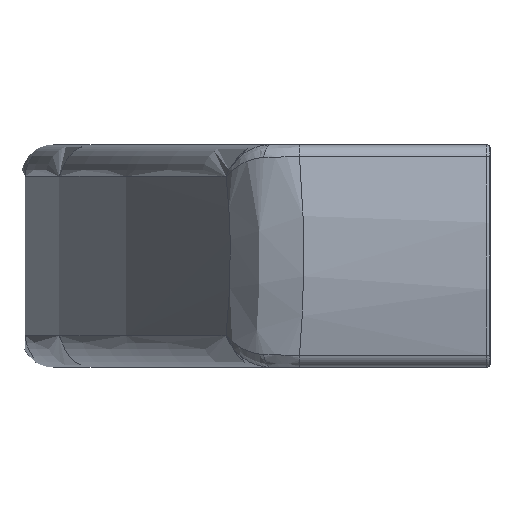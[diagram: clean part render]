
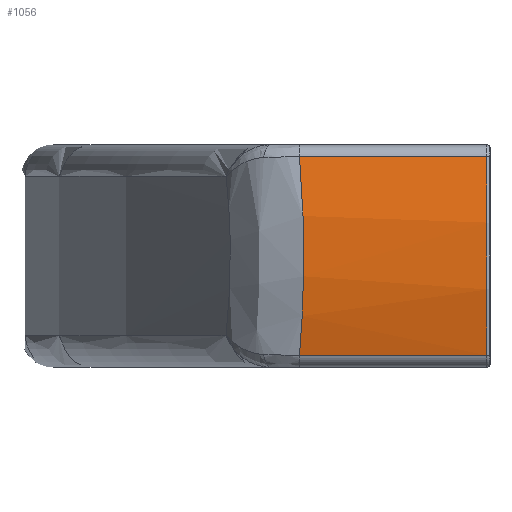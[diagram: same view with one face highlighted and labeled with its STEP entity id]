
A CAD part, left-side view. The second image highlights one B-rep face of the part: STEP entity #1056.
In plain terms, the highlighted cylindrical face has radius 25 mm (diameter 50 mm), a partial arc.
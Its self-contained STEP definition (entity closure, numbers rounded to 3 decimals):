
#418 = VERTEX_POINT ( 'NONE', #2914 ) ;
#435 = VERTEX_POINT ( 'NONE', #3228 ) ;
#464 = EDGE_CURVE ( 'NONE', #435, #418, #3557, .T. ) ;
#1056 = ADVANCED_FACE ( 'NONE', ( #4322 ), #4293, .T. ) ;
#1062 = VERTEX_POINT ( 'NONE', #4296 ) ;
#1063 = EDGE_CURVE ( 'NONE', #418, #1062, #4345, .T. ) ;
#1064 = ORIENTED_EDGE ( 'NONE', *, *, #1088, .T. ) ;
#1088 = EDGE_CURVE ( 'NONE', #1091, #435, #4404, .T. ) ;
#1090 = ORIENTED_EDGE ( 'NONE', *, *, #464, .T. ) ;
#1091 = VERTEX_POINT ( 'NONE', #4403 ) ;
#1092 = EDGE_CURVE ( 'NONE', #1062, #1091, #4369, .T. ) ;
#1094 = ORIENTED_EDGE ( 'NONE', *, *, #1092, .T. ) ;
#1101 = EDGE_LOOP ( 'NONE', ( #1105, #1094, #1064, #1090 ) ) ;
#1105 = ORIENTED_EDGE ( 'NONE', *, *, #1063, .T. ) ;
#2914 = CARTESIAN_POINT ( 'NONE',  ( -67.606, -2.77, -6.25 ) ) ;
#3228 = CARTESIAN_POINT ( 'NONE',  ( -67.606, -2.77, 6.25 ) ) ;
#3549 = CARTESIAN_POINT ( 'NONE',  ( -67.606, -2.77, -6.25 ) ) ;
#3550 = CARTESIAN_POINT ( 'NONE',  ( -68.135, -2.946, -4.202 ) ) ;
#3551 = CARTESIAN_POINT ( 'NONE',  ( -68.398, -3.035, -2.125 ) ) ;
#3552 = CARTESIAN_POINT ( 'NONE',  ( -68.401, -3.036, 1.032 ) ) ;
#3553 = CARTESIAN_POINT ( 'NONE',  ( -68.334, -3.014, 2.096 ) ) ;
#3554 = CARTESIAN_POINT ( 'NONE',  ( -68.069, -2.925, 4.19 ) ) ;
#3555 = CARTESIAN_POINT ( 'NONE',  ( -67.871, -2.858, 5.226 ) ) ;
#3556 = CARTESIAN_POINT ( 'NONE',  ( -67.606, -2.77, 6.25 ) ) ;
#3557 = B_SPLINE_CURVE_WITH_KNOTS ( 'NONE', 3,
 ( #3556, #3555, #3554, #3553, #3552, #3551, #3550, #3549 ),
 .UNSPECIFIED., .F., .F.,
 ( 4, 2, 2, 4 ),
 ( 0., 0.003, 0.006, 0.013 ),
 .UNSPECIFIED. ) ;
#4293 = CYLINDRICAL_SURFACE ( 'NONE', #4298, 25. ) ;
#4296 = CARTESIAN_POINT ( 'NONE',  ( -67.606, -14.55, -6.25 ) ) ;
#4298 = AXIS2_PLACEMENT_3D ( 'NONE', #4317, #4319, #4321 ) ;
#4317 = CARTESIAN_POINT ( 'NONE',  ( -43.4, 14.75, 0. ) ) ;
#4319 = DIRECTION ( 'NONE',  ( 0., -1., 0. ) ) ;
#4321 = DIRECTION ( 'NONE',  ( 0., 0., -1. ) ) ;
#4322 = FACE_OUTER_BOUND ( 'NONE', #1101, .T. ) ;
#4335 = DIRECTION ( 'NONE',  ( 0., -1., 0. ) ) ;
#4336 = VECTOR ( 'NONE', #4335, 1000. ) ;
#4344 = CARTESIAN_POINT ( 'NONE',  ( -67.606, 14.75, -6.25 ) ) ;
#4345 = LINE ( 'NONE', #4344, #4336 ) ;
#4369 = CIRCLE ( 'NONE', #4375, 25. ) ;
#4375 = AXIS2_PLACEMENT_3D ( 'NONE', #4396, #4395, #4394 ) ;
#4394 = DIRECTION ( 'NONE',  ( 0., 0., 1. ) ) ;
#4395 = DIRECTION ( 'NONE',  ( 0., 1., 0. ) ) ;
#4396 = CARTESIAN_POINT ( 'NONE',  ( -43.4, -14.55, 0. ) ) ;
#4400 = DIRECTION ( 'NONE',  ( 0., 1., 0. ) ) ;
#4401 = VECTOR ( 'NONE', #4400, 1000. ) ;
#4403 = CARTESIAN_POINT ( 'NONE',  ( -67.606, -14.55, 6.25 ) ) ;
#4404 = LINE ( 'NONE', #4415, #4401 ) ;
#4415 = CARTESIAN_POINT ( 'NONE',  ( -67.606, 14.75, 6.25 ) ) ;
